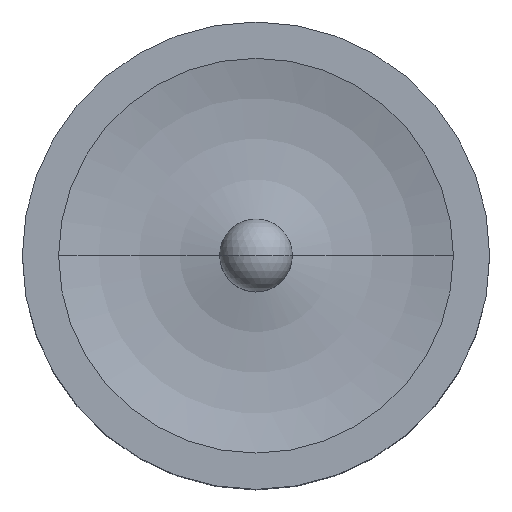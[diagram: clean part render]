
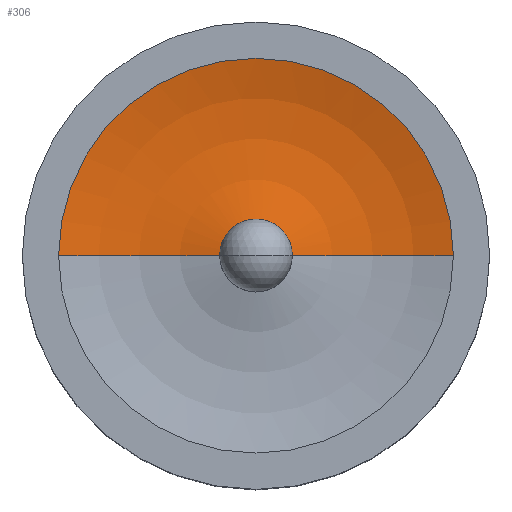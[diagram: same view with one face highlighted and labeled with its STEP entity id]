
A CAD part, top view. The second image highlights one B-rep face of the part: STEP entity #306.
In plain terms, the highlighted toroidal (fillet/blend) face has major radius 0.482 mm and minor radius 1.131 mm.
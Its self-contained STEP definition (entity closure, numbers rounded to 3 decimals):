
#20 = CIRCLE ( 'NONE', #386, 1.131 ) ;
#24 = AXIS2_PLACEMENT_3D ( 'NONE', #282, #330, #226 ) ;
#34 = CARTESIAN_POINT ( 'NONE',  ( 0.15, 0., -1.04 ) ) ;
#53 = CARTESIAN_POINT ( 'NONE',  ( 0.815, 0., -1.04 ) ) ;
#102 = DIRECTION ( 'NONE',  ( 1., 0., 0. ) ) ;
#106 = ORIENTED_EDGE ( 'NONE', *, *, #286, .F. ) ;
#168 = DIRECTION ( 'NONE',  ( 0., -1., 0. ) ) ;
#181 = DIRECTION ( 'NONE',  ( 0., 1., 0. ) ) ;
#182 = EDGE_CURVE ( 'NONE', #583, #552, #20, .T. ) ;
#191 = CIRCLE ( 'NONE', #518, 0.15 ) ;
#206 = CARTESIAN_POINT ( 'NONE',  ( 0., 0., 0.041 ) ) ;
#212 = CIRCLE ( 'NONE', #521, 1.131 ) ;
#226 = DIRECTION ( 'NONE',  ( 1., 0., 0. ) ) ;
#241 = ORIENTED_EDGE ( 'NONE', *, *, #317, .T. ) ;
#245 = CARTESIAN_POINT ( 'NONE',  ( 0., 0., -1.04 ) ) ;
#255 = DIRECTION ( 'NONE',  ( 0., 0., -1. ) ) ;
#256 = CARTESIAN_POINT ( 'NONE',  ( 0.483, 0., 0.041 ) ) ;
#282 = CARTESIAN_POINT ( 'NONE',  ( 0., 0., -1.04 ) ) ;
#284 = DIRECTION ( 'NONE',  ( 0., 0., 1. ) ) ;
#286 = EDGE_CURVE ( 'NONE', #532, #583, #191, .T. ) ;
#306 = ADVANCED_FACE ( 'NONE', ( #426 ), #433, .F. ) ;
#317 = EDGE_CURVE ( 'NONE', #532, #449, #212, .T. ) ;
#321 = DIRECTION ( 'NONE',  ( 0., 0., 1. ) ) ;
#325 = EDGE_LOOP ( 'NONE', ( #329, #106, #241, #556 ) ) ;
#329 = ORIENTED_EDGE ( 'NONE', *, *, #182, .F. ) ;
#330 = DIRECTION ( 'NONE',  ( 0., 0., 1. ) ) ;
#340 = DIRECTION ( 'NONE',  ( 1., 0., 0. ) ) ;
#386 = AXIS2_PLACEMENT_3D ( 'NONE', #452, #181, #537 ) ;
#388 = CIRCLE ( 'NONE', #24, 0.815 ) ;
#390 = AXIS2_PLACEMENT_3D ( 'NONE', #206, #321, #102 ) ;
#426 = FACE_OUTER_BOUND ( 'NONE', #325, .T. ) ;
#433 = TOROIDAL_SURFACE ( 'NONE', #390, 0.483, 1.131 ) ;
#449 = VERTEX_POINT ( 'NONE', #53 ) ;
#452 = CARTESIAN_POINT ( 'NONE',  ( -0.483, 0., 0.041 ) ) ;
#459 = CARTESIAN_POINT ( 'NONE',  ( -0.815, 0., -1.04 ) ) ;
#518 = AXIS2_PLACEMENT_3D ( 'NONE', #245, #284, #340 ) ;
#521 = AXIS2_PLACEMENT_3D ( 'NONE', #256, #168, #255 ) ;
#532 = VERTEX_POINT ( 'NONE', #34 ) ;
#537 = DIRECTION ( 'NONE',  ( -1., 0., 0. ) ) ;
#541 = EDGE_CURVE ( 'NONE', #449, #552, #388, .T. ) ;
#545 = CARTESIAN_POINT ( 'NONE',  ( -0.15, 0., -1.04 ) ) ;
#552 = VERTEX_POINT ( 'NONE', #459 ) ;
#556 = ORIENTED_EDGE ( 'NONE', *, *, #541, .T. ) ;
#583 = VERTEX_POINT ( 'NONE', #545 ) ;
